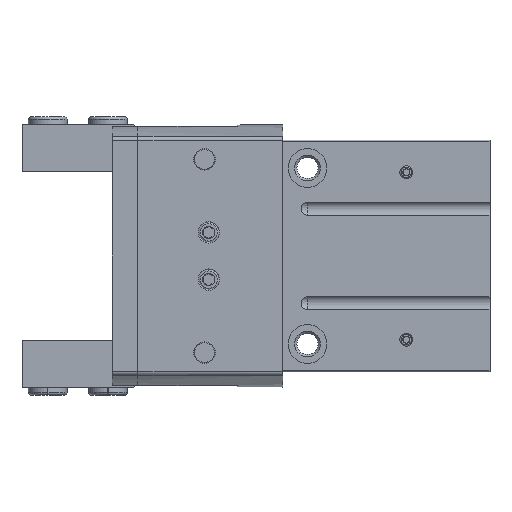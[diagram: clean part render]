
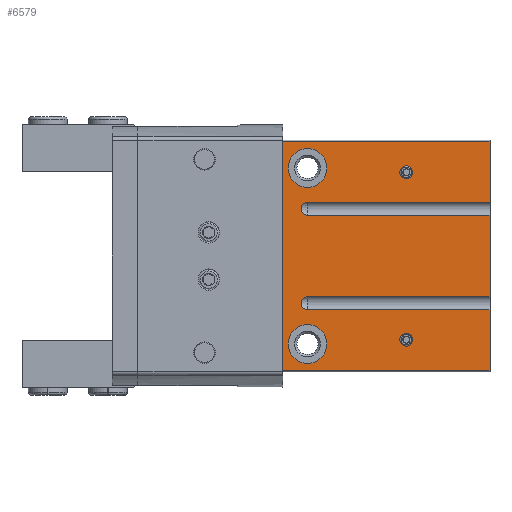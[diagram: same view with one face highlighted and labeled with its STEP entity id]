
A CAD part, left-side view. The second image highlights one B-rep face of the part: STEP entity #6579.
In plain terms, the highlighted planar face has unit normal (-1, 0, 0).
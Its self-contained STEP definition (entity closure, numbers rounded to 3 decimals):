
#243=PLANE('',#7172);
#445=LINE('',#10148,#931);
#452=LINE('',#10164,#938);
#470=LINE('',#10212,#956);
#512=LINE('',#10349,#998);
#514=LINE('',#10365,#1000);
#515=LINE('',#10369,#1001);
#516=LINE('',#10370,#1002);
#517=LINE('',#10374,#1003);
#518=LINE('',#10375,#1004);
#519=LINE('',#10377,#1005);
#931=VECTOR('',#7981,1000.);
#938=VECTOR('',#7990,1000.);
#956=VECTOR('',#8020,1000.);
#998=VECTOR('',#8142,1000.);
#1000=VECTOR('',#8158,1000.);
#1001=VECTOR('',#8161,1000.);
#1002=VECTOR('',#8162,1000.);
#1003=VECTOR('',#8165,1000.);
#1004=VECTOR('',#8166,1000.);
#1005=VECTOR('',#8167,1000.);
#1545=ORIENTED_EDGE('',*,*,#3304,.T.);
#1546=ORIENTED_EDGE('',*,*,#3305,.T.);
#1547=ORIENTED_EDGE('',*,*,#3306,.T.);
#1548=ORIENTED_EDGE('',*,*,#3307,.T.);
#1549=ORIENTED_EDGE('',*,*,#3208,.T.);
#1550=ORIENTED_EDGE('',*,*,#3308,.T.);
#1551=ORIENTED_EDGE('',*,*,#3309,.T.);
#1552=ORIENTED_EDGE('',*,*,#3310,.T.);
#1553=ORIENTED_EDGE('',*,*,#3200,.T.);
#1554=ORIENTED_EDGE('',*,*,#3311,.T.);
#1555=ORIENTED_EDGE('',*,*,#3312,.T.);
#1556=ORIENTED_EDGE('',*,*,#3313,.T.);
#1557=ORIENTED_EDGE('',*,*,#3232,.T.);
#1558=ORIENTED_EDGE('',*,*,#3314,.F.);
#1559=ORIENTED_EDGE('',*,*,#3315,.F.);
#1560=ORIENTED_EDGE('',*,*,#3300,.T.);
#3200=EDGE_CURVE('',#4087,#4086,#445,.T.);
#3208=EDGE_CURVE('',#4095,#4094,#452,.T.);
#3232=EDGE_CURVE('',#4119,#4118,#470,.T.);
#3300=EDGE_CURVE('',#4174,#4095,#512,.T.);
#3304=EDGE_CURVE('',#4177,#4177,#4765,.T.);
#3305=EDGE_CURVE('',#4178,#4178,#4766,.T.);
#3306=EDGE_CURVE('',#4179,#4179,#4767,.T.);
#3307=EDGE_CURVE('',#4180,#4180,#4768,.T.);
#3308=EDGE_CURVE('',#4094,#4181,#514,.T.);
#3309=EDGE_CURVE('',#4181,#4182,#4769,.T.);
#3310=EDGE_CURVE('',#4182,#4087,#515,.T.);
#3311=EDGE_CURVE('',#4086,#4183,#516,.T.);
#3312=EDGE_CURVE('',#4183,#4184,#4770,.T.);
#3313=EDGE_CURVE('',#4184,#4119,#517,.T.);
#3314=EDGE_CURVE('',#4185,#4118,#518,.T.);
#3315=EDGE_CURVE('',#4174,#4185,#519,.T.);
#4086=VERTEX_POINT('',#10147);
#4087=VERTEX_POINT('',#10149);
#4094=VERTEX_POINT('',#10163);
#4095=VERTEX_POINT('',#10165);
#4118=VERTEX_POINT('',#10211);
#4119=VERTEX_POINT('',#10213);
#4174=VERTEX_POINT('',#10350);
#4177=VERTEX_POINT('',#10358);
#4178=VERTEX_POINT('',#10360);
#4179=VERTEX_POINT('',#10362);
#4180=VERTEX_POINT('',#10364);
#4181=VERTEX_POINT('',#10366);
#4182=VERTEX_POINT('',#10368);
#4183=VERTEX_POINT('',#10371);
#4184=VERTEX_POINT('',#10373);
#4185=VERTEX_POINT('',#10376);
#4765=CIRCLE('',#7173,1.5);
#4766=CIRCLE('',#7174,1.5);
#4767=CIRCLE('',#7175,4.5);
#4768=CIRCLE('',#7176,4.5);
#4769=CIRCLE('',#7177,1.5);
#4770=CIRCLE('',#7178,1.5);
#5127=EDGE_LOOP('',(#1545));
#5128=EDGE_LOOP('',(#1546));
#5129=EDGE_LOOP('',(#1547));
#5130=EDGE_LOOP('',(#1548));
#5131=EDGE_LOOP('',(#1549,#1550,#1551,#1552,#1553,#1554,#1555,#1556,#1557,
#1558,#1559,#1560));
#5781=FACE_BOUND('',#5127,.T.);
#5782=FACE_BOUND('',#5128,.T.);
#5783=FACE_BOUND('',#5129,.T.);
#5784=FACE_BOUND('',#5130,.T.);
#5785=FACE_BOUND('',#5131,.T.);
#6579=ADVANCED_FACE('',(#5781,#5782,#5783,#5784,#5785),#243,.F.);
#7172=AXIS2_PLACEMENT_3D('',#10356,#8148,#8149);
#7173=AXIS2_PLACEMENT_3D('',#10357,#8150,#8151);
#7174=AXIS2_PLACEMENT_3D('',#10359,#8152,#8153);
#7175=AXIS2_PLACEMENT_3D('',#10361,#8154,#8155);
#7176=AXIS2_PLACEMENT_3D('',#10363,#8156,#8157);
#7177=AXIS2_PLACEMENT_3D('',#10367,#8159,#8160);
#7178=AXIS2_PLACEMENT_3D('',#10372,#8163,#8164);
#7981=DIRECTION('',(0.,0.,1.));
#7990=DIRECTION('',(0.,0.,1.));
#8020=DIRECTION('',(0.,0.,1.));
#8142=DIRECTION('',(0.,-1.,0.));
#8148=DIRECTION('',(1.,0.,0.));
#8149=DIRECTION('',(0.,0.,-1.));
#8150=DIRECTION('',(1.,0.,0.));
#8151=DIRECTION('',(0.,0.,-1.));
#8152=DIRECTION('',(1.,0.,0.));
#8153=DIRECTION('',(0.,0.,-1.));
#8154=DIRECTION('',(1.,0.,0.));
#8155=DIRECTION('',(0.,0.,-1.));
#8156=DIRECTION('',(1.,0.,0.));
#8157=DIRECTION('',(0.,0.,-1.));
#8158=DIRECTION('',(0.,1.,0.));
#8159=DIRECTION('',(1.,0.,0.));
#8160=DIRECTION('',(0.,0.,-1.));
#8161=DIRECTION('',(0.,-1.,0.));
#8162=DIRECTION('',(0.,1.,0.));
#8163=DIRECTION('',(1.,0.,0.));
#8164=DIRECTION('',(0.,0.,-1.));
#8165=DIRECTION('',(0.,-1.,0.));
#8166=DIRECTION('',(0.,-1.,0.));
#8167=DIRECTION('',(0.,0.,1.));
#10147=CARTESIAN_POINT('',(-17.5,0.,9.5));
#10148=CARTESIAN_POINT('',(-17.5,0.,-26.75));
#10149=CARTESIAN_POINT('',(-17.5,0.,-9.5));
#10163=CARTESIAN_POINT('',(-17.5,0.,-12.5));
#10164=CARTESIAN_POINT('',(-17.5,0.,-26.75));
#10165=CARTESIAN_POINT('',(-17.5,0.,-26.75));
#10211=CARTESIAN_POINT('',(-17.5,0.,26.75));
#10212=CARTESIAN_POINT('',(-17.5,0.,-26.75));
#10213=CARTESIAN_POINT('',(-17.5,0.,12.5));
#10349=CARTESIAN_POINT('',(-17.5,48.3,-26.75));
#10350=CARTESIAN_POINT('',(-17.5,48.3,-26.75));
#10356=CARTESIAN_POINT('',(-17.5,48.3,-26.75));
#10357=CARTESIAN_POINT('',(-17.5,19.5,19.5));
#10358=CARTESIAN_POINT('',(-17.5,19.5,18.));
#10359=CARTESIAN_POINT('',(-17.5,19.5,-19.5));
#10360=CARTESIAN_POINT('',(-17.5,19.5,-21.));
#10361=CARTESIAN_POINT('',(-17.5,42.5,20.5));
#10362=CARTESIAN_POINT('',(-17.5,42.5,16.));
#10363=CARTESIAN_POINT('',(-17.5,42.5,-20.5));
#10364=CARTESIAN_POINT('',(-17.5,42.5,-25.));
#10365=CARTESIAN_POINT('',(-17.5,48.3,-12.5));
#10366=CARTESIAN_POINT('',(-17.5,42.5,-12.5));
#10367=CARTESIAN_POINT('',(-17.5,42.5,-11.));
#10368=CARTESIAN_POINT('',(-17.5,42.5,-9.5));
#10369=CARTESIAN_POINT('',(-17.5,48.3,-9.5));
#10370=CARTESIAN_POINT('',(-17.5,48.3,9.5));
#10371=CARTESIAN_POINT('',(-17.5,42.5,9.5));
#10372=CARTESIAN_POINT('',(-17.5,42.5,11.));
#10373=CARTESIAN_POINT('',(-17.5,42.5,12.5));
#10374=CARTESIAN_POINT('',(-17.5,48.3,12.5));
#10375=CARTESIAN_POINT('',(-17.5,48.3,26.75));
#10376=CARTESIAN_POINT('',(-17.5,48.3,26.75));
#10377=CARTESIAN_POINT('',(-17.5,48.3,-26.75));
